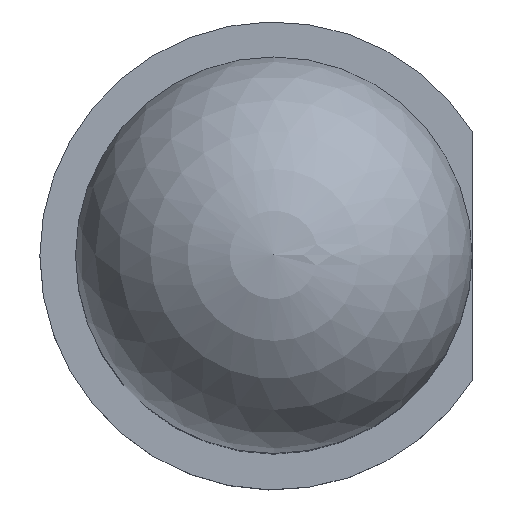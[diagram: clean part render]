
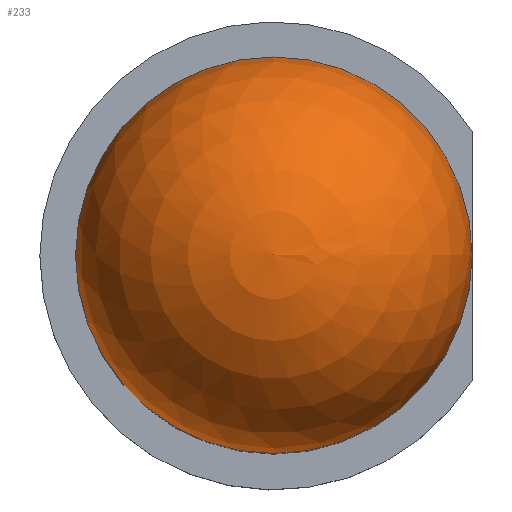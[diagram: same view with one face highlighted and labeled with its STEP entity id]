
A CAD part, top view. The second image highlights one B-rep face of the part: STEP entity #233.
In plain terms, the highlighted spherical face has radius 2.5 mm.
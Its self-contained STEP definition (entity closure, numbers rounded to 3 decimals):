
#233=ADVANCED_FACE('',(#419),#421,.T.);
#419=FACE_OUTER_BOUND('',#420,.T.);
#420=EDGE_LOOP('',(#539));
#421=SPHERICAL_SURFACE('',#422,2.5);
#422=AXIS2_PLACEMENT_3D('',#423,#424,#425);
#423=CARTESIAN_POINT('',(0.,0.,6.1));
#424=DIRECTION('',(0.,0.,1.));
#425=DIRECTION('',(1.,0.,0.));
#539=ORIENTED_EDGE('',*,*,#596,.T.);
#596=EDGE_CURVE('',#690,#690,#691,.T.);
#690=VERTEX_POINT('',#900);
#691=CIRCLE('',#901,2.5);
#900=CARTESIAN_POINT('',(2.5,0.,6.1));
#901=AXIS2_PLACEMENT_3D('',#902,#903,#904);
#902=CARTESIAN_POINT('',(0.,0.,6.1));
#903=DIRECTION('',(0.,0.,1.));
#904=DIRECTION('',(1.,0.,0.));
